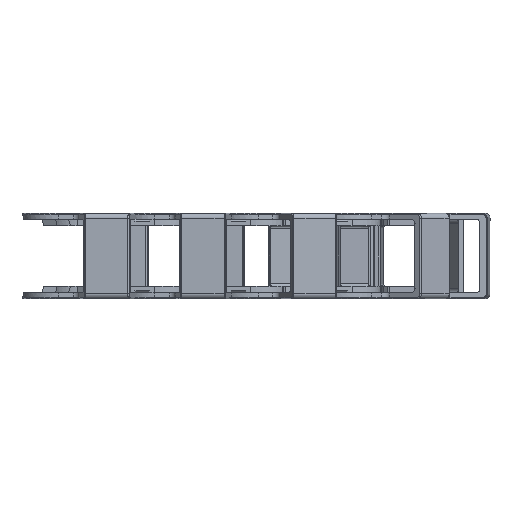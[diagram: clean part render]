
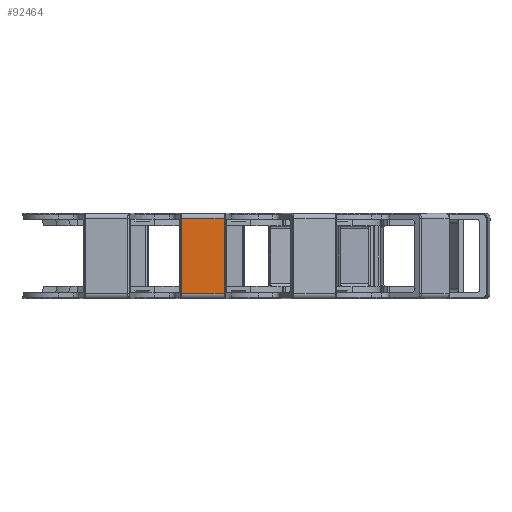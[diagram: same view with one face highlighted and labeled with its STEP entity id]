
A CAD part, front view. The second image highlights one B-rep face of the part: STEP entity #92464.
In plain terms, the highlighted planar face has unit normal (0, -1, 0).
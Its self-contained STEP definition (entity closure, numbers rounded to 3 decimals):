
#4462 = DIRECTION ( 'NONE',  ( 0., 0., -1. ) ) ;
#12852 = CARTESIAN_POINT ( 'NONE',  ( 471.336, -26.614, 99.73 ) ) ;
#14306 = ORIENTED_EDGE ( 'NONE', *, *, #43929, .T. ) ;
#15236 = ORIENTED_EDGE ( 'NONE', *, *, #42930, .T. ) ;
#15950 = VERTEX_POINT ( 'NONE', #69036 ) ;
#19671 = PLANE ( 'NONE',  #56349 ) ;
#20209 = LINE ( 'NONE', #21023, #40848 ) ;
#21023 = CARTESIAN_POINT ( 'NONE',  ( 489.038, -26.614, 132.036 ) ) ;
#21937 = VECTOR ( 'NONE', #77365, 1000. ) ;
#29682 = EDGE_CURVE ( 'NONE', #47160, #83622, #59366, .T. ) ;
#36660 = CARTESIAN_POINT ( 'NONE',  ( 470.827, -26.614, 132.036 ) ) ;
#37167 = FACE_OUTER_BOUND ( 'NONE', #105127, .T. ) ;
#40848 = VECTOR ( 'NONE', #44839, 1000. ) ;
#42930 = EDGE_CURVE ( 'NONE', #83622, #15950, #20209, .T. ) ;
#43929 = EDGE_CURVE ( 'NONE', #105788, #47160, #104024, .T. ) ;
#44839 = DIRECTION ( 'NONE',  ( 0., 0., 1. ) ) ;
#45371 = DIRECTION ( 'NONE',  ( -1., 0., 0. ) ) ;
#45992 = DIRECTION ( 'NONE',  ( 0., 1., 0. ) ) ;
#46548 = EDGE_CURVE ( 'NONE', #15950, #105788, #74634, .T. ) ;
#47082 = ORIENTED_EDGE ( 'NONE', *, *, #46548, .T. ) ;
#47160 = VERTEX_POINT ( 'NONE', #58788 ) ;
#55165 = VECTOR ( 'NONE', #45371, 1000. ) ;
#56349 = AXIS2_PLACEMENT_3D ( 'NONE', #36660, #45992, #62284 ) ;
#58788 = CARTESIAN_POINT ( 'NONE',  ( 471.264, -26.614, 67.978 ) ) ;
#59366 = LINE ( 'NONE', #85989, #21937 ) ;
#62284 = DIRECTION ( 'NONE',  ( 0., 0., 1. ) ) ;
#69036 = CARTESIAN_POINT ( 'NONE',  ( 489.038, -26.614, 99.73 ) ) ;
#70497 = CARTESIAN_POINT ( 'NONE',  ( 471.264, -26.614, 99.73 ) ) ;
#74634 = LINE ( 'NONE', #12852, #55165 ) ;
#77365 = DIRECTION ( 'NONE',  ( 1., 0., 0. ) ) ;
#83622 = VERTEX_POINT ( 'NONE', #104748 ) ;
#85989 = CARTESIAN_POINT ( 'NONE',  ( 488.966, -26.614, 67.978 ) ) ;
#86373 = ORIENTED_EDGE ( 'NONE', *, *, #29682, .T. ) ;
#92464 = ADVANCED_FACE ( 'NONE', ( #37167 ), #19671, .F. ) ;
#100276 = VECTOR ( 'NONE', #4462, 1000. ) ;
#104024 = LINE ( 'NONE', #104297, #100276 ) ;
#104297 = CARTESIAN_POINT ( 'NONE',  ( 471.264, -26.614, 132.036 ) ) ;
#104748 = CARTESIAN_POINT ( 'NONE',  ( 489.038, -26.614, 67.978 ) ) ;
#105127 = EDGE_LOOP ( 'NONE', ( #15236, #47082, #14306, #86373 ) ) ;
#105788 = VERTEX_POINT ( 'NONE', #70497 ) ;
